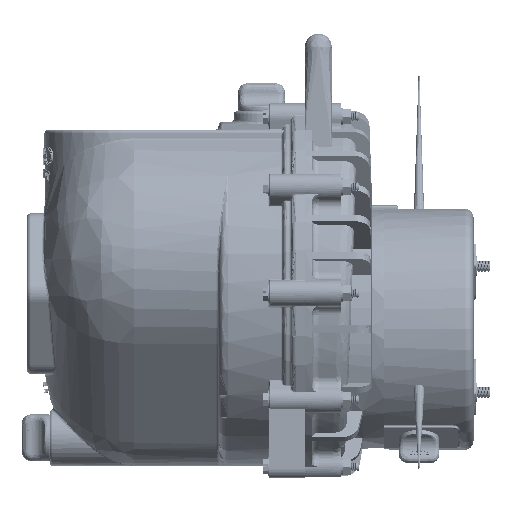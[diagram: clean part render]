
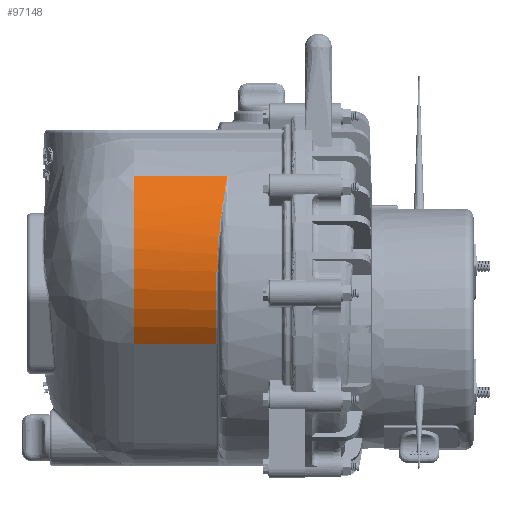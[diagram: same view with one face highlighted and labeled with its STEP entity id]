
A CAD part, top view. The second image highlights one B-rep face of the part: STEP entity #97148.
In plain terms, the highlighted cylindrical face has radius 90.424 mm (diameter 180.848 mm), a partial arc.
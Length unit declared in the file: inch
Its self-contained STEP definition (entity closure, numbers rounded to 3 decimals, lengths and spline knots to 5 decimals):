
#5706=CYLINDRICAL_SURFACE('',#105539,3.56);
#9339=FACE_OUTER_BOUND('',#15112,.T.);
#15112=EDGE_LOOP('',(#79614,#79615,#79616,#79617,#79618));
#19913=CIRCLE('',#104796,3.56);
#19967=CIRCLE('',#104870,3.56);
#25732=B_SPLINE_CURVE_WITH_KNOTS('',3,(#222703,#222704,#222705,#222706,
#222707,#222708,#222709,#222710,#222711,#222712,#222713,#222714,#222715,
#222716,#222717),.UNSPECIFIED.,.F.,.F.,(4,2,1,1,1,1,1,1,1,1,1,4),(-7.60079,
-7.59292,-6.83363,-6.07434,-5.31504,
-4.55575,-3.79646,-3.03717,-2.27788,
-1.51858,-0.75929,0.),.UNSPECIFIED.);
#29231=LINE('',#215913,#34532);
#29888=LINE('',#233954,#35189);
#34532=VECTOR('',#119393,0.3937);
#35189=VECTOR('',#122836,0.3937);
#42200=VERTEX_POINT('',#215910);
#42201=VERTEX_POINT('',#215912);
#42755=VERTEX_POINT('',#222194);
#42810=VERTEX_POINT('',#222603);
#42812=VERTEX_POINT('',#222609);
#54281=EDGE_CURVE('',#42200,#42201,#29231,.T.);
#55187=EDGE_CURVE('',#42755,#42200,#19913,.T.);
#55274=EDGE_CURVE('',#42812,#42810,#19967,.T.);
#55277=EDGE_CURVE('',#42201,#42812,#25732,.T.);
#56134=EDGE_CURVE('',#42755,#42810,#29888,.T.);
#79614=ORIENTED_EDGE('',*,*,#55277,.F.);
#79615=ORIENTED_EDGE('',*,*,#54281,.F.);
#79616=ORIENTED_EDGE('',*,*,#55187,.F.);
#79617=ORIENTED_EDGE('',*,*,#56134,.T.);
#79618=ORIENTED_EDGE('',*,*,#55274,.F.);
#97148=ADVANCED_FACE('',(#9339),#5706,.T.);
#104796=AXIS2_PLACEMENT_3D('',#222196,#120951,#120952);
#104870=AXIS2_PLACEMENT_3D('',#222611,#121124,#121125);
#105539=AXIS2_PLACEMENT_3D('',#233955,#122837,#122838);
#119393=DIRECTION('',(0.,0.,1.));
#120951=DIRECTION('center_axis',(0.,0.,-1.));
#120952=DIRECTION('ref_axis',(-1.,0.031,0.));
#121124=DIRECTION('center_axis',(0.,0.,1.));
#121125=DIRECTION('ref_axis',(-0.943,-0.333,0.));
#122836=DIRECTION('',(0.,0.,1.));
#122837=DIRECTION('center_axis',(0.,0.,1.));
#122838=DIRECTION('ref_axis',(-0.73,0.684,0.));
#215910=CARTESIAN_POINT('',(-3.51737,3.29553,-4.8));
#215912=CARTESIAN_POINT('',(-3.51737,3.29553,-2.17));
#215913=CARTESIAN_POINT('',(-3.51737,3.29553,-7.3));
#222194=CARTESIAN_POINT('',(-3.66151,-1.40894,-4.8));
#222196=CARTESIAN_POINT('Origin',(-0.91948,0.86149,-4.8));
#222603=CARTESIAN_POINT('',(-3.66151,-1.40894,-2.48));
#222609=CARTESIAN_POINT('',(-4.47032,0.60635,-2.48));
#222611=CARTESIAN_POINT('Origin',(-0.91948,0.86149,-2.48));
#222703=CARTESIAN_POINT('Ctrl Pts',(-3.51737,3.29553,
-2.17));
#222704=CARTESIAN_POINT('Ctrl Pts',(-3.51805,3.2948,-2.17015));
#222705=CARTESIAN_POINT('Ctrl Pts',(-3.51874,3.29407,-2.1703));
#222706=CARTESIAN_POINT('Ctrl Pts',(-3.58564,3.22254,-2.18511));
#222707=CARTESIAN_POINT('Ctrl Pts',(-3.71255,3.07527,
-2.21448));
#222708=CARTESIAN_POINT('Ctrl Pts',(-3.88465,2.8388,
-2.25795));
#222709=CARTESIAN_POINT('Ctrl Pts',(-4.03632,2.58984,
-2.29986));
#222710=CARTESIAN_POINT('Ctrl Pts',(-4.16741,2.32885,
-2.33969));
#222711=CARTESIAN_POINT('Ctrl Pts',(-4.27708,2.05675,
-2.37671));
#222712=CARTESIAN_POINT('Ctrl Pts',(-4.36373,1.77763,
-2.40978));
#222713=CARTESIAN_POINT('Ctrl Pts',(-4.42769,1.49011,
-2.43829));
#222714=CARTESIAN_POINT('Ctrl Pts',(-4.46779,1.19669,
-2.46092));
#222715=CARTESIAN_POINT('Ctrl Pts',(-4.48336,0.90085,
-2.47609));
#222716=CARTESIAN_POINT('Ctrl Pts',(-4.47735,0.7041,
-2.48));
#222717=CARTESIAN_POINT('Ctrl Pts',(-4.47032,0.60635,
-2.48));
#233954=CARTESIAN_POINT('',(-3.66151,-1.40894,-7.3));
#233955=CARTESIAN_POINT('Origin',(-0.91948,0.86149,-7.3));
